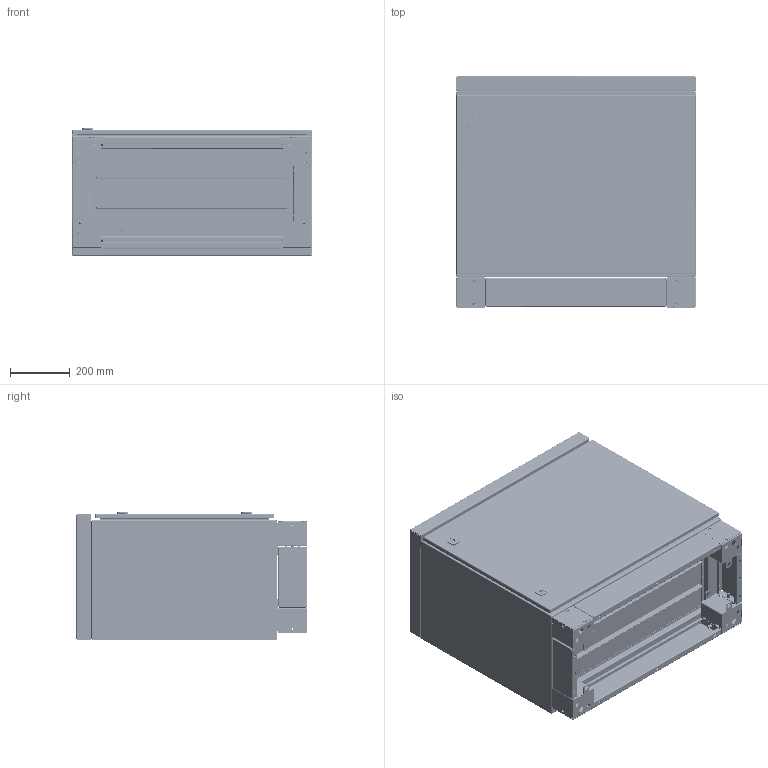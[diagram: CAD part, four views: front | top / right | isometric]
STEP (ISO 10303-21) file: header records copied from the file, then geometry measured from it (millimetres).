
FILE_DESCRIPTION (( 'STEP AP214' ), '1' );
FILE_NAME ('578.400.STEP', '2025-12-02T04:53:21', ( '' ), ( '' ), 'SwSTEP 2.0', 'SolidWorks 2021', '' );
FILE_SCHEMA (( 'AUTOMOTIVE_DESIGN' ));
Length unit declared in the file: millimetre
Products named in the file (49): 10.000.060.00-06; Çàêëåïêà ðåçüáîâàÿ Ì8 øåñòèãðàííàÿ ñ óìåíüøåííûì áîðòîì; 58.080.060.00-01; ﾇ瑟鶴 浯 鶯; 58.080.060.00-02; 708.100.01; Øïèëüêà ïðèâàðíàÿ Ì6õ16; 58.080.000.00-152; 妈眚 DIN 912-󋔉6-Zn; 708.000.02-2; Âòóëêà øàðíèðà; 57.080.000.40-03 捘; Ãàñêåòèíã òóìáû w800; Øàéáà îöèíêîâàííàÿ Ì8; Øïèëüêà ïðèâàðíàÿ Ì6õ25; Âèíò Ì6õ16 ìåáåëüíûé; din_6798_a_8_4-fst.stp; 638.101; 57.080.000.40-03; Çàêëåïêà ðåçüáîâàÿ Ì6 øåñòèãðàííàÿ ñ óìåíüøåííûì áîðòîì; 58.080.060.00-04 捘; 708.100.03; Ïðîñòàâêà 14ìì; Ãàéêà M8 DIN6923.step; Ãàéêà M6 DIN6923.step; 絊膰錪 W800H100D400; 708.100; Ëè÷èíêà; Øàðíèð îòâåòíàÿ ÷àñòü; 578.400; 58.000.060.00; 710.140; Øàðíèð âíåøíÿÿ ÷àñòü; Øàðíèð ïðèâàðíàÿ ÷àñòü; Âèíò Ì5õ10 ñ ïîëóêð. ãîëîâêîé; 57.080.060.40-02 捘; 710.140 眈翴錪; 58.080.060.00-04; 58.000.060.40-07; 剒蜲錪 ...
Assembly tree (141 placements, depth 4):
  578.400
    57.080.060.40-02 捘
      58.080.060.00-02
      58.000.060.40-07
      58.000.060.40-08
      58.080.000.00-151
      58.080.000.00-152
      Çàêëåïêà ðåçüáîâàÿ Ì8 øåñòèãðàííàÿ ñ óìåíüøåííûì áîðòîì  x8
      Øïèëüêà ïðèâàðíàÿ Ì6õ25  x4
      Øïèëüêà ïðèâàðíàÿ Ì6õ16  x10
    638.101  x3
    58.000.060.00  x4
    58.080.060.00-04 捘
      58.080.060.00-04
      Çàêëåïêà ðåçüáîâàÿ Ì6 øåñòèãðàííàÿ ñ óìåíüøåííûì áîðòîì  x4
    Ïðîñòàâêà 14ìì  x4
    58.080.060.00-01 捘
      58.080.060.00-01
      Ãàñêåòèíã òóìáû w800
      Øàðíèð ïðèâàðíàÿ ÷àñòü  x2
      10.000.060.00-06  x2
      Øïèëüêà ïðèâàðíàÿ Ì6õ16  x2
    Âòóëêà øàðíèðà  x2
    Øàðíèð âíåøíÿÿ ÷àñòü  x2
    Øàðíèð îòâåòíàÿ ÷àñòü  x2
    絊膰錪 W800H100D400
      708.100  x4
        708.000.02
        708.100.01
        708.100.03
        708.000.02-2
        Çàêëåïêà ðåçüáîâàÿ Ì6 øåñòèãðàííàÿ ñ óìåíüøåííûì áîðòîì
        Âèíò Ì6õ16 ìåáåëüíûé
      710.180  x2
        710.180 眈翴錪
        Çàêëåïêà ðåçüáîâàÿ Ì6 øåñòèãðàííàÿ ñ óìåíüøåííûì áîðòîì
      710.140  x2
        710.140 眈翴錪
        Çàêëåïêà ðåçüáîâàÿ Ì6 øåñòèãðàííàÿ ñ óìåíüøåííûì áîðòîì
    ﾇ瑟鶴 浯 鶯  x2
      Êîðïóñ ñ ëîãîòèïîì
      Ëè÷èíêà
      剒蜲錪
      Ñêîáà
      Óïëîòíèòåëü
    妈眚 DIN 912-󋔉6-Zn  x11
    Øàéáà îöèíêîâàííàÿ Ì8  x11
    Ãàéêà M8 DIN6923.step  x10
    Ãàéêà M6 DIN6923.step  x12
    din_6798_a_8_4-fst.stp
    Âèíò Ì5õ10 ñ ïîëóêð. ãîëîâêîé  x2
    57.080.000.40-03 捘
      57.080.000.40-03
      Øïèëüêà ïðèâàðíàÿ Ì6õ16  x2
Bounding box: 800.5 x 770.8 x 426.7 mm (x, y, z)
Volume: 6144317.2 mm3; surface area: 7740669.9 mm2
Topology: 161 solids, 161 shells, 9625 faces, 25337 edges, 16144 vertices
Faces by surface type: plane 4368, cylinder 4024, cone 568, bspline 367, torus 294, sphere 4
Entity records: 143716 total; most frequent: CARTESIAN_POINT 52452, ORIENTED_EDGE 19408, DIRECTION 15517, EDGE_CURVE 9704, VERTEX_POINT 6176, AXIS2_PLACEMENT_3D 5355, LINE 4807, VECTOR 4807
